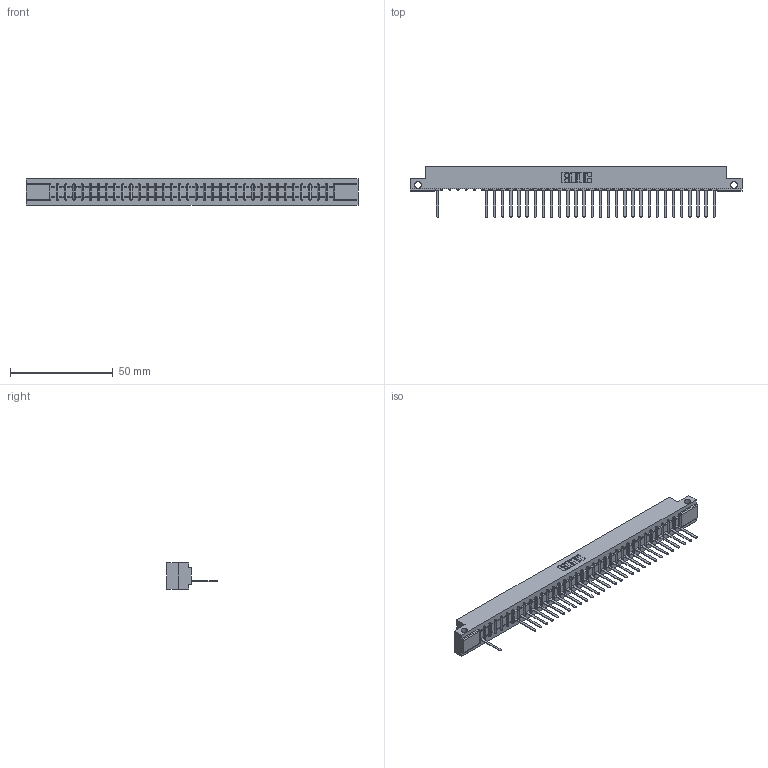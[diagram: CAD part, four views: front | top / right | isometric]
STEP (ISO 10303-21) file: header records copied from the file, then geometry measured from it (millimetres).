
FILE_DESCRIPTION (( 'STEP AP203' ), '1' );
FILE_NAME ('357-035-541-112.STEP', '2018-08-10T04:33:46', ( '' ), ( '' ), 'SwSTEP 2.0', 'SolidWorks 2016', '' );
FILE_SCHEMA (( 'CONFIG_CONTROL_DESIGN' ));
Length unit declared in the file: inch
Products named in the file (3): 307 Part_.128 Dia Side Mounting Holes; 307-290-002_541; 357-035-541-112
Assembly tree (31 placements, depth 2):
  357-035-541-112
    307 Part_.128 Dia Side Mounting Holes
    307-290-002_541  x30
Bounding box: 161.7 x 24.59 x 12.7 mm (x, y, z)
Volume: 17049.2 mm3; surface area: 20890.9 mm2
Topology: 31 solids, 31 shells, 2474 faces, 7603 edges, 4970 vertices
Faces by surface type: plane 1480, cylinder 922, sphere 72
Entity records: 31428 total; most frequent: CARTESIAN_POINT 5323, ORIENTED_EDGE 5318, DIRECTION 5169, EDGE_CURVE 2659, LINE 2033, VECTOR 2033, VERTEX_POINT 1722, AXIS2_PLACEMENT_3D 1568
